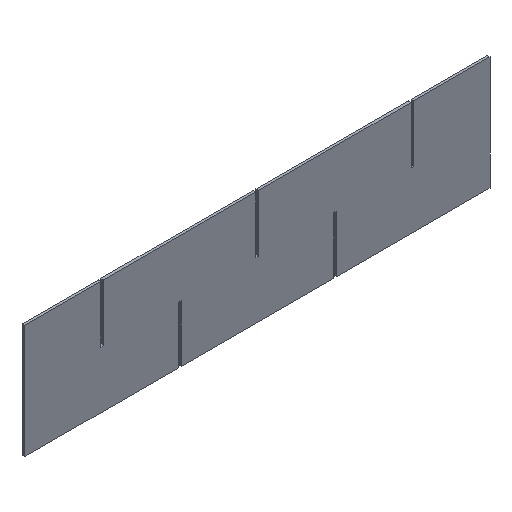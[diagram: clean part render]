
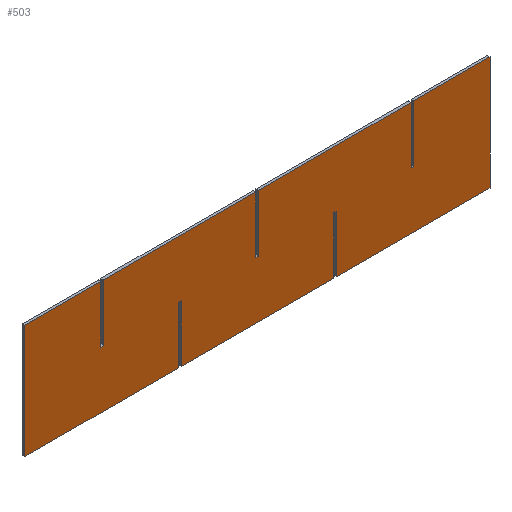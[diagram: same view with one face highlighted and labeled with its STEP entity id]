
A CAD part, isometric view. The second image highlights one B-rep face of the part: STEP entity #503.
In plain terms, the highlighted planar face has unit normal (0, -1, 0).
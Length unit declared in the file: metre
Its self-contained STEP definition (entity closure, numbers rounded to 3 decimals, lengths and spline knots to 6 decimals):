
#32=ORIENTED_EDGE('',*,*,#176,.F.);
#33=ORIENTED_EDGE('',*,*,#177,.F.);
#34=ORIENTED_EDGE('',*,*,#178,.T.);
#35=ORIENTED_EDGE('',*,*,#160,.T.);
#36=ORIENTED_EDGE('',*,*,#179,.F.);
#37=ORIENTED_EDGE('',*,*,#180,.T.);
#38=ORIENTED_EDGE('',*,*,#181,.T.);
#39=ORIENTED_EDGE('',*,*,#164,.T.);
#40=ORIENTED_EDGE('',*,*,#182,.F.);
#41=ORIENTED_EDGE('',*,*,#183,.T.);
#42=ORIENTED_EDGE('',*,*,#184,.T.);
#43=ORIENTED_EDGE('',*,*,#185,.T.);
#44=ORIENTED_EDGE('',*,*,#186,.T.);
#45=ORIENTED_EDGE('',*,*,#187,.F.);
#46=ORIENTED_EDGE('',*,*,#188,.F.);
#47=ORIENTED_EDGE('',*,*,#189,.T.);
#48=ORIENTED_EDGE('',*,*,#190,.T.);
#49=ORIENTED_EDGE('',*,*,#173,.F.);
#50=ORIENTED_EDGE('',*,*,#191,.F.);
#51=ORIENTED_EDGE('',*,*,#192,.F.);
#52=ORIENTED_EDGE('',*,*,#193,.T.);
#53=ORIENTED_EDGE('',*,*,#168,.F.);
#54=ORIENTED_EDGE('',*,*,#194,.F.);
#55=ORIENTED_EDGE('',*,*,#157,.T.);
#157=EDGE_CURVE('',#230,#228,#277,.T.);
#160=EDGE_CURVE('',#232,#233,#280,.T.);
#164=EDGE_CURVE('',#236,#237,#284,.T.);
#168=EDGE_CURVE('',#240,#241,#288,.T.);
#173=EDGE_CURVE('',#244,#246,#293,.T.);
#176=EDGE_CURVE('',#248,#228,#296,.T.);
#177=EDGE_CURVE('',#249,#248,#297,.T.);
#178=EDGE_CURVE('',#249,#232,#298,.T.);
#179=EDGE_CURVE('',#250,#233,#299,.T.);
#180=EDGE_CURVE('',#250,#251,#300,.T.);
#181=EDGE_CURVE('',#251,#236,#301,.T.);
#182=EDGE_CURVE('',#252,#237,#302,.T.);
#183=EDGE_CURVE('',#252,#253,#303,.T.);
#184=EDGE_CURVE('',#253,#254,#304,.T.);
#185=EDGE_CURVE('',#254,#255,#305,.T.);
#186=EDGE_CURVE('',#255,#256,#306,.T.);
#187=EDGE_CURVE('',#257,#256,#307,.T.);
#188=EDGE_CURVE('',#258,#257,#308,.T.);
#189=EDGE_CURVE('',#258,#259,#309,.T.);
#190=EDGE_CURVE('',#259,#246,#310,.T.);
#191=EDGE_CURVE('',#260,#244,#311,.T.);
#192=EDGE_CURVE('',#261,#260,#312,.T.);
#193=EDGE_CURVE('',#261,#241,#313,.T.);
#194=EDGE_CURVE('',#230,#240,#314,.T.);
#228=VERTEX_POINT('',#692);
#230=VERTEX_POINT('',#695);
#232=VERTEX_POINT('',#701);
#233=VERTEX_POINT('',#702);
#236=VERTEX_POINT('',#710);
#237=VERTEX_POINT('',#711);
#240=VERTEX_POINT('',#719);
#241=VERTEX_POINT('',#720);
#244=VERTEX_POINT('',#728);
#246=VERTEX_POINT('',#731);
#248=VERTEX_POINT('',#737);
#249=VERTEX_POINT('',#739);
#250=VERTEX_POINT('',#742);
#251=VERTEX_POINT('',#744);
#252=VERTEX_POINT('',#747);
#253=VERTEX_POINT('',#749);
#254=VERTEX_POINT('',#751);
#255=VERTEX_POINT('',#753);
#256=VERTEX_POINT('',#755);
#257=VERTEX_POINT('',#757);
#258=VERTEX_POINT('',#759);
#259=VERTEX_POINT('',#761);
#260=VERTEX_POINT('',#764);
#261=VERTEX_POINT('',#766);
#277=LINE('',#694,#349);
#280=LINE('',#700,#352);
#284=LINE('',#709,#356);
#288=LINE('',#718,#360);
#293=LINE('',#730,#365);
#296=LINE('',#736,#368);
#297=LINE('',#738,#369);
#298=LINE('',#740,#370);
#299=LINE('',#741,#371);
#300=LINE('',#743,#372);
#301=LINE('',#745,#373);
#302=LINE('',#746,#374);
#303=LINE('',#748,#375);
#304=LINE('',#750,#376);
#305=LINE('',#752,#377);
#306=LINE('',#754,#378);
#307=LINE('',#756,#379);
#308=LINE('',#758,#380);
#309=LINE('',#760,#381);
#310=LINE('',#762,#382);
#311=LINE('',#763,#383);
#312=LINE('',#765,#384);
#313=LINE('',#767,#385);
#314=LINE('',#768,#386);
#349=VECTOR('',#568,1.);
#352=VECTOR('',#573,1.);
#356=VECTOR('',#579,1.);
#360=VECTOR('',#585,1.);
#365=VECTOR('',#592,1.);
#368=VECTOR('',#597,1.);
#369=VECTOR('',#598,1.);
#370=VECTOR('',#599,1.);
#371=VECTOR('',#600,1.);
#372=VECTOR('',#601,1.);
#373=VECTOR('',#602,1.);
#374=VECTOR('',#603,1.);
#375=VECTOR('',#604,1.);
#376=VECTOR('',#605,1.);
#377=VECTOR('',#606,1.);
#378=VECTOR('',#607,1.);
#379=VECTOR('',#608,1.);
#380=VECTOR('',#609,1.);
#381=VECTOR('',#610,1.);
#382=VECTOR('',#611,1.);
#383=VECTOR('',#612,1.);
#384=VECTOR('',#613,1.);
#385=VECTOR('',#614,1.);
#386=VECTOR('',#615,1.);
#425=EDGE_LOOP('',(#32,#33,#34,#35,#36,#37,#38,#39,#40,#41,#42,#43,#44,
#45,#46,#47,#48,#49,#50,#51,#52,#53,#54,#55));
#451=FACE_BOUND('',#425,.T.);
#477=PLANE('',#542);
#503=ADVANCED_FACE('',(#451),#477,.T.);
#542=AXIS2_PLACEMENT_3D('',#735,#595,#596);
#568=DIRECTION('',(-1.,0.,0.));
#573=DIRECTION('',(-1.,0.,0.));
#579=DIRECTION('',(-1.,0.,0.));
#585=DIRECTION('',(-1.,0.,0.));
#592=DIRECTION('',(-1.,0.,0.));
#595=DIRECTION('',(0.,-1.,0.));
#596=DIRECTION('',(1.,0.,0.));
#597=DIRECTION('',(0.,0.,1.));
#598=DIRECTION('',(1.,0.,0.));
#599=DIRECTION('',(0.,0.,1.));
#600=DIRECTION('',(0.,0.,1.));
#601=DIRECTION('',(-1.,0.,0.));
#602=DIRECTION('',(0.,0.,1.));
#603=DIRECTION('',(0.,0.,1.));
#604=DIRECTION('',(-1.,0.,0.));
#605=DIRECTION('',(0.,0.,1.));
#606=DIRECTION('',(-1.,0.,0.));
#607=DIRECTION('',(0.,0.,-1.));
#608=DIRECTION('',(-1.,0.,0.));
#609=DIRECTION('',(0.,0.,-1.));
#610=DIRECTION('',(1.,0.,0.));
#611=DIRECTION('',(0.,0.,-1.));
#612=DIRECTION('',(0.,0.,-1.));
#613=DIRECTION('',(-1.,0.,0.));
#614=DIRECTION('',(0.,0.,-1.));
#615=DIRECTION('',(0.,0.,-1.));
#692=CARTESIAN_POINT('',(0.088083,-0.0015,0.032));
#694=CARTESIAN_POINT('',(0.,-0.0015,0.032));
#695=CARTESIAN_POINT('',(0.131,-0.0015,0.032));
#700=CARTESIAN_POINT('',(0.,-0.0015,0.032));
#701=CARTESIAN_POINT('',(0.086583,-0.0015,0.032));
#702=CARTESIAN_POINT('',(0.00075,-0.0015,0.032));
#709=CARTESIAN_POINT('',(0.,-0.0015,0.032));
#710=CARTESIAN_POINT('',(-0.00075,-0.0015,0.032));
#711=CARTESIAN_POINT('',(-0.086583,-0.0015,0.032));
#718=CARTESIAN_POINT('',(0.,-0.0015,-0.032));
#719=CARTESIAN_POINT('',(0.131,-0.0015,-0.032));
#720=CARTESIAN_POINT('',(0.044417,-0.0015,-0.032));
#728=CARTESIAN_POINT('',(0.042917,-0.0015,-0.032));
#730=CARTESIAN_POINT('',(0.,-0.0015,-0.032));
#731=CARTESIAN_POINT('',(-0.042917,-0.0015,-0.032));
#735=CARTESIAN_POINT('',(0.,-0.0015,0.));
#736=CARTESIAN_POINT('',(0.088083,-0.0015,0.));
#737=CARTESIAN_POINT('',(0.088083,-0.0015,0.));
#738=CARTESIAN_POINT('',(0.,-0.0015,0.));
#739=CARTESIAN_POINT('',(0.086583,-0.0015,0.));
#740=CARTESIAN_POINT('',(0.086583,-0.0015,0.));
#741=CARTESIAN_POINT('',(0.00075,-0.0015,0.));
#742=CARTESIAN_POINT('',(0.00075,-0.0015,0.));
#743=CARTESIAN_POINT('',(0.,-0.0015,0.));
#744=CARTESIAN_POINT('',(-0.00075,-0.0015,0.));
#745=CARTESIAN_POINT('',(-0.00075,-0.0015,0.));
#746=CARTESIAN_POINT('',(-0.086583,-0.0015,0.));
#747=CARTESIAN_POINT('',(-0.086583,-0.0015,0.));
#748=CARTESIAN_POINT('',(0.,-0.0015,0.));
#749=CARTESIAN_POINT('',(-0.088083,-0.0015,0.));
#750=CARTESIAN_POINT('',(-0.088083,-0.0015,0.));
#751=CARTESIAN_POINT('',(-0.088083,-0.0015,0.032));
#752=CARTESIAN_POINT('',(0.,-0.0015,0.032));
#753=CARTESIAN_POINT('',(-0.131,-0.0015,0.032));
#754=CARTESIAN_POINT('',(-0.131,-0.0015,0.));
#755=CARTESIAN_POINT('',(-0.131,-0.0015,-0.032));
#756=CARTESIAN_POINT('',(0.,-0.0015,-0.032));
#757=CARTESIAN_POINT('',(-0.044417,-0.0015,-0.032));
#758=CARTESIAN_POINT('',(-0.044417,-0.0015,0.));
#759=CARTESIAN_POINT('',(-0.044417,-0.0015,0.));
#760=CARTESIAN_POINT('',(0.,-0.0015,0.));
#761=CARTESIAN_POINT('',(-0.042917,-0.0015,0.));
#762=CARTESIAN_POINT('',(-0.042917,-0.0015,0.));
#763=CARTESIAN_POINT('',(0.042917,-0.0015,0.));
#764=CARTESIAN_POINT('',(0.042917,-0.0015,0.));
#765=CARTESIAN_POINT('',(0.,-0.0015,0.));
#766=CARTESIAN_POINT('',(0.044417,-0.0015,0.));
#767=CARTESIAN_POINT('',(0.044417,-0.0015,0.));
#768=CARTESIAN_POINT('',(0.131,-0.0015,0.));
